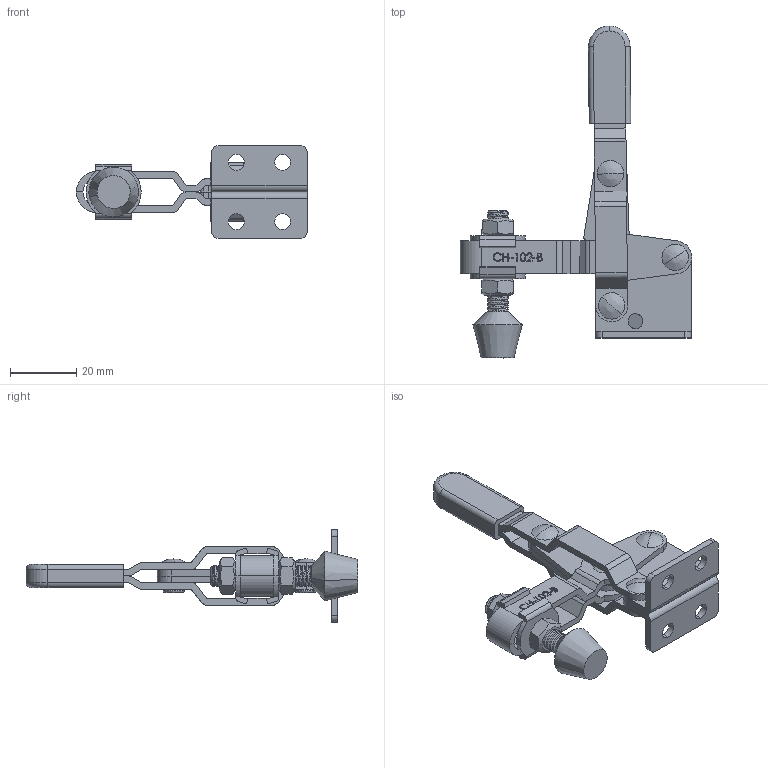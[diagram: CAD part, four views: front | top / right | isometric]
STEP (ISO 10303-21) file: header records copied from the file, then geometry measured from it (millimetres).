
FILE_DESCRIPTION (( 'STEP AP203' ), '1' );
FILE_NAME ('CH-102-B.STEP', '2010-06-04T09:15:40', ( '微软用户' ), ( '微软中国' ), 'SwSTEP 2.0', 'SolidWorks 2008', '' );
FILE_SCHEMA (( 'CONFIG_CONTROL_DESIGN' ));
Length unit declared in the file: millimetre
Products named in the file (10): CH-102-B-03 STRAIGHT HANDLE_默认; CH-102-B-05_默认; CH-FC-14134 SPINDLE SUPPLIED_默认; CH-102-B-01 FLANGED BASE_默认; CH-102-B; CH-102-B-02 U-BAR_默认; CH-102-B-04 CONNECTING-PLATE_默认; CH-102-B-06_默认; CH-FC-14134 Nut_默认; CH-FW-141_默认
Assembly tree (15 placements, depth 2):
  CH-102-B
    CH-FC-14134 SPINDLE SUPPLIED_默认
    CH-102-B-01 FLANGED BASE_默认
    CH-FW-141_默认  x2
    CH-102-B-05_默认
    CH-FC-14134 Nut_默认  x2
    CH-102-B-06_默认  x4
    CH-102-B-04 CONNECTING-PLATE_默认  x2
    CH-102-B-02 U-BAR_默认
    CH-102-B-03 STRAIGHT HANDLE_默认
Bounding box: 69.99 x 100.46 x 28 mm (x, y, z)
Volume: 17208.1 mm3; surface area: 21085.1 mm2
Topology: 18 solids, 20 shells, 752 faces, 2014 edges, 1325 vertices
Faces by surface type: plane 302, cylinder 209, bspline 180, cone 33, torus 28
Entity records: 31063 total; most frequent: CARTESIAN_POINT 14762, ORIENTED_EDGE 3510, DIRECTION 2527, EDGE_CURVE 1755, VERTEX_POINT 1165, VECTOR 981, LINE 981, AXIS2_PLACEMENT_3D 773
